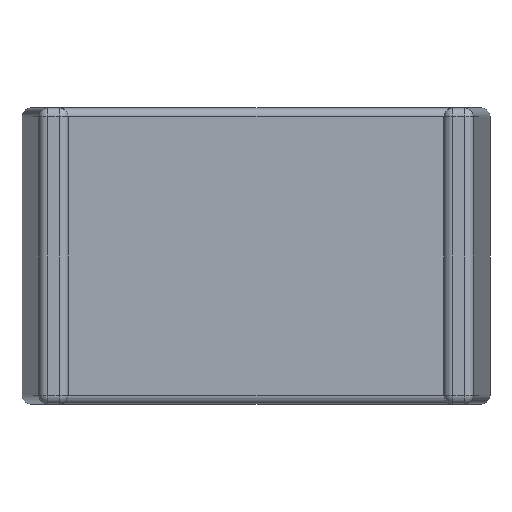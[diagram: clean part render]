
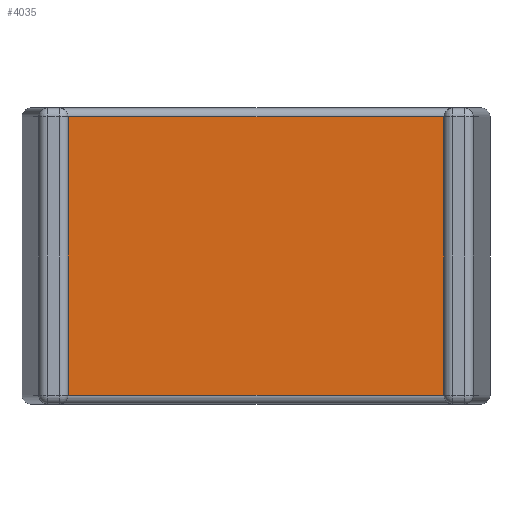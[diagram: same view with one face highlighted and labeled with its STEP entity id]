
A CAD part, front view. The second image highlights one B-rep face of the part: STEP entity #4035.
In plain terms, the highlighted planar face has unit normal (0, -1, 0).
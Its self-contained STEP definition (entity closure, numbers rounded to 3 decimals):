
#1064 = CYLINDRICAL_SURFACE('',#1065,0.9);
#1065 = AXIS2_PLACEMENT_3D('',#1066,#1067,#1068);
#1066 = CARTESIAN_POINT('',(0.,40.9,0.9));
#1067 = DIRECTION('',(1.,0.,0.));
#1068 = DIRECTION('',(0.,-1.,0.));
#1237 = CYLINDRICAL_SURFACE('',#1238,0.9);
#1238 = AXIS2_PLACEMENT_3D('',#1239,#1240,#1241);
#1239 = CARTESIAN_POINT('',(0.,40.9,29.1));
#1240 = DIRECTION('',(1.,0.,0.));
#1241 = DIRECTION('',(0.,-1.,0.));
#1741 = CYLINDRICAL_SURFACE('',#1742,0.9);
#1742 = AXIS2_PLACEMENT_3D('',#1743,#1744,#1745);
#1743 = CARTESIAN_POINT('',(0.94,39.1,0.));
#1744 = DIRECTION('',(0.,0.,1.));
#1745 = DIRECTION('',(-0.999,-0.044,0.));
#2013 = VERTEX_POINT('',#2014);
#2014 = CARTESIAN_POINT('',(0.94,40.,0.9));
#2116 = VERTEX_POINT('',#2117);
#2117 = CARTESIAN_POINT('',(40.56,40.,0.9));
#2137 = EDGE_CURVE('',#2013,#2116,#2138,.T.);
#2138 = SURFACE_CURVE('',#2139,(#2143,#2150),.PCURVE_S1.);
#2139 = LINE('',#2140,#2141);
#2140 = CARTESIAN_POINT('',(0.,40.,0.9));
#2141 = VECTOR('',#2142,1.);
#2142 = DIRECTION('',(1.,0.,0.));
#2143 = PCURVE('',#1064,#2144);
#2144 = DEFINITIONAL_REPRESENTATION('',(#2145),#2149);
#2145 = LINE('',#2146,#2147);
#2146 = CARTESIAN_POINT('',(0.,0.));
#2147 = VECTOR('',#2148,1.);
#2148 = DIRECTION('',(0.,1.));
#2149 = ( GEOMETRIC_REPRESENTATION_CONTEXT(2) 
PARAMETRIC_REPRESENTATION_CONTEXT() REPRESENTATION_CONTEXT('2D SPACE',''
  ) );
#2150 = PCURVE('',#2151,#2156);
#2151 = PLANE('',#2152);
#2152 = AXIS2_PLACEMENT_3D('',#2153,#2154,#2155);
#2153 = CARTESIAN_POINT('',(20.75,40.,15.));
#2154 = DIRECTION('',(-0.,-1.,-0.));
#2155 = DIRECTION('',(0.,0.,-1.));
#2156 = DEFINITIONAL_REPRESENTATION('',(#2157),#2161);
#2157 = LINE('',#2158,#2159);
#2158 = CARTESIAN_POINT('',(14.1,-20.75));
#2159 = VECTOR('',#2160,1.);
#2160 = DIRECTION('',(0.,1.));
#2161 = ( GEOMETRIC_REPRESENTATION_CONTEXT(2) 
PARAMETRIC_REPRESENTATION_CONTEXT() REPRESENTATION_CONTEXT('2D SPACE',''
  ) );
#2264 = CYLINDRICAL_SURFACE('',#2265,0.9);
#2265 = AXIS2_PLACEMENT_3D('',#2266,#2267,#2268);
#2266 = CARTESIAN_POINT('',(40.56,39.1,0.));
#2267 = DIRECTION('',(0.,0.,1.));
#2268 = DIRECTION('',(0.,1.,0.));
#3060 = VERTEX_POINT('',#3061);
#3061 = CARTESIAN_POINT('',(0.94,40.,29.1));
#3158 = VERTEX_POINT('',#3159);
#3159 = CARTESIAN_POINT('',(40.56,40.,29.1));
#3179 = EDGE_CURVE('',#3060,#3158,#3180,.T.);
#3180 = SURFACE_CURVE('',#3181,(#3185,#3192),.PCURVE_S1.);
#3181 = LINE('',#3182,#3183);
#3182 = CARTESIAN_POINT('',(0.,40.,29.1));
#3183 = VECTOR('',#3184,1.);
#3184 = DIRECTION('',(1.,0.,0.));
#3185 = PCURVE('',#1237,#3186);
#3186 = DEFINITIONAL_REPRESENTATION('',(#3187),#3191);
#3187 = LINE('',#3188,#3189);
#3188 = CARTESIAN_POINT('',(-0.,0.));
#3189 = VECTOR('',#3190,1.);
#3190 = DIRECTION('',(-0.,1.));
#3191 = ( GEOMETRIC_REPRESENTATION_CONTEXT(2) 
PARAMETRIC_REPRESENTATION_CONTEXT() REPRESENTATION_CONTEXT('2D SPACE',''
  ) );
#3192 = PCURVE('',#2151,#3193);
#3193 = DEFINITIONAL_REPRESENTATION('',(#3194),#3198);
#3194 = LINE('',#3195,#3196);
#3195 = CARTESIAN_POINT('',(-14.1,-20.75));
#3196 = VECTOR('',#3197,1.);
#3197 = DIRECTION('',(0.,1.));
#3198 = ( GEOMETRIC_REPRESENTATION_CONTEXT(2) 
PARAMETRIC_REPRESENTATION_CONTEXT() REPRESENTATION_CONTEXT('2D SPACE',''
  ) );
#3948 = EDGE_CURVE('',#2013,#3060,#3949,.T.);
#3949 = SURFACE_CURVE('',#3950,(#3954,#3961),.PCURVE_S1.);
#3950 = LINE('',#3951,#3952);
#3951 = CARTESIAN_POINT('',(0.94,40.,0.));
#3952 = VECTOR('',#3953,1.);
#3953 = DIRECTION('',(0.,0.,1.));
#3954 = PCURVE('',#1741,#3955);
#3955 = DEFINITIONAL_REPRESENTATION('',(#3956),#3960);
#3956 = LINE('',#3957,#3958);
#3957 = CARTESIAN_POINT('',(-1.615,0.));
#3958 = VECTOR('',#3959,1.);
#3959 = DIRECTION('',(-0.,1.));
#3960 = ( GEOMETRIC_REPRESENTATION_CONTEXT(2) 
PARAMETRIC_REPRESENTATION_CONTEXT() REPRESENTATION_CONTEXT('2D SPACE',''
  ) );
#3961 = PCURVE('',#2151,#3962);
#3962 = DEFINITIONAL_REPRESENTATION('',(#3963),#3967);
#3963 = LINE('',#3964,#3965);
#3964 = CARTESIAN_POINT('',(15.,-19.81));
#3965 = VECTOR('',#3966,1.);
#3966 = DIRECTION('',(-1.,0.));
#3967 = ( GEOMETRIC_REPRESENTATION_CONTEXT(2) 
PARAMETRIC_REPRESENTATION_CONTEXT() REPRESENTATION_CONTEXT('2D SPACE',''
  ) );
#4035 = ADVANCED_FACE('',(#4036),#2151,.T.);
#4036 = FACE_BOUND('',#4037,.T.);
#4037 = EDGE_LOOP('',(#4038,#4039,#4040,#4061));
#4038 = ORIENTED_EDGE('',*,*,#3948,.F.);
#4039 = ORIENTED_EDGE('',*,*,#2137,.T.);
#4040 = ORIENTED_EDGE('',*,*,#4041,.T.);
#4041 = EDGE_CURVE('',#2116,#3158,#4042,.T.);
#4042 = SURFACE_CURVE('',#4043,(#4047,#4054),.PCURVE_S1.);
#4043 = LINE('',#4044,#4045);
#4044 = CARTESIAN_POINT('',(40.56,40.,0.));
#4045 = VECTOR('',#4046,1.);
#4046 = DIRECTION('',(0.,0.,1.));
#4047 = PCURVE('',#2151,#4048);
#4048 = DEFINITIONAL_REPRESENTATION('',(#4049),#4053);
#4049 = LINE('',#4050,#4051);
#4050 = CARTESIAN_POINT('',(15.,19.81));
#4051 = VECTOR('',#4052,1.);
#4052 = DIRECTION('',(-1.,0.));
#4053 = ( GEOMETRIC_REPRESENTATION_CONTEXT(2) 
PARAMETRIC_REPRESENTATION_CONTEXT() REPRESENTATION_CONTEXT('2D SPACE',''
  ) );
#4054 = PCURVE('',#2264,#4055);
#4055 = DEFINITIONAL_REPRESENTATION('',(#4056),#4060);
#4056 = LINE('',#4057,#4058);
#4057 = CARTESIAN_POINT('',(-0.,0.));
#4058 = VECTOR('',#4059,1.);
#4059 = DIRECTION('',(-0.,1.));
#4060 = ( GEOMETRIC_REPRESENTATION_CONTEXT(2) 
PARAMETRIC_REPRESENTATION_CONTEXT() REPRESENTATION_CONTEXT('2D SPACE',''
  ) );
#4061 = ORIENTED_EDGE('',*,*,#3179,.F.);
